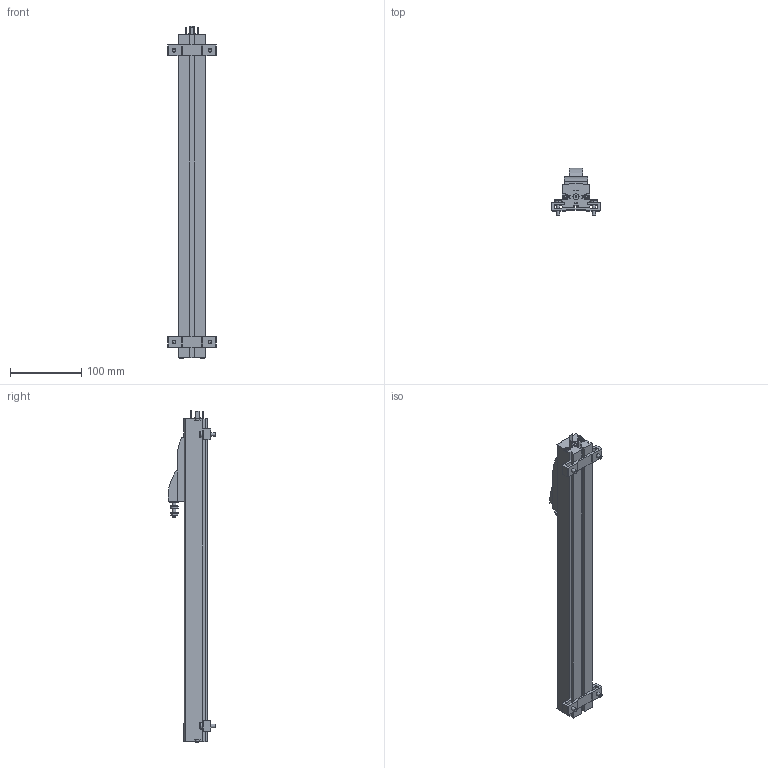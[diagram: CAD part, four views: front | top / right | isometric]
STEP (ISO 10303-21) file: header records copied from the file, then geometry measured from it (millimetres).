
FILE_DESCRIPTION(/* description */ ('STEP AP214'),/* implementation_level */ '2;1');
FILE_NAME(/* name */ '152626_MLO-POT-300-TLF',/* time_stamp */ '2024-09-06T17:50:25+02:00',/* author */ ('License CC BY-ND 4.0'),/* organization */ ('CADENAS'),/* preprocessor_version */ 'ST-DEVELOPER v19.3',/* originating_system */ 'PARTsolutions',/* authorisation */ ' ');
FILE_SCHEMA (('AUTOMOTIVE_DESIGN {1 0 10303 214 3 1 1}'));
Length unit declared in the file: millimetre
Products named in the file (3): 152626 MLO-POT-300-TLF---(0); 152626 MLO-POT-300-TLF_zyl; 152626 MLO-POT-300_kol
Assembly tree (2 placements, depth 2):
  152626 MLO-POT-300-TLF---(0)
    152626 MLO-POT-300-TLF_zyl
    152626 MLO-POT-300_kol
Bounding box: 68 x 66.29 x 464.5 mm (x, y, z)
Volume: 576457.8 mm3; surface area: 95134.1 mm2
Topology: 2 solids, 2 shells, 296 faces, 787 edges, 516 vertices
Faces by surface type: plane 216, cylinder 49, cone 23, torus 8
Full cylindrical faces by diameter (mm): 2.013 x1, 5 x11, 5.5 x4, 8.5 x1, 9 x4, 11.12 x2, 13 x1
Entity records: 10988 total; most frequent: CARTESIAN_POINT 1656, ORIENTED_EDGE 1468, DIRECTION 1420, EDGE_CURVE 734, LINE 566, VECTOR 566, VERTEX_POINT 503, AXIS2_PLACEMENT_3D 427
